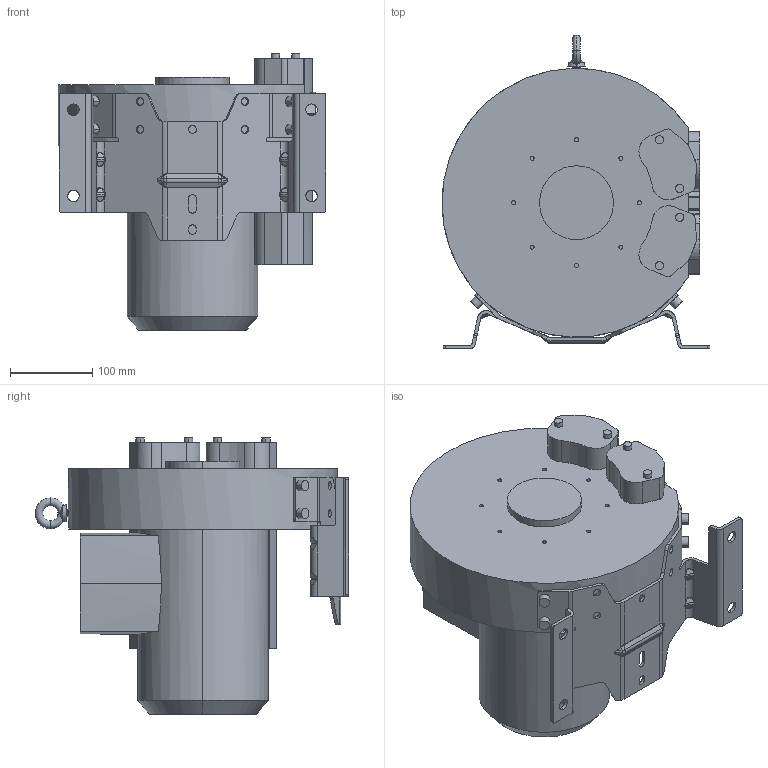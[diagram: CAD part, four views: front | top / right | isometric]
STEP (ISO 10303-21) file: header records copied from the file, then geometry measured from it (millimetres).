
FILE_DESCRIPTION (( 'STEP AP203' ), '1' );
FILE_NAME ('4RB310-0AP31-1.STEP', '2025-05-14T06:41:06', ( '' ), ( '' ), 'SwSTEP 2.0', 'SolidWorks 2025', '' );
FILE_SCHEMA (( 'CONFIG_CONTROL_DESIGN' ));
Products named in the file (1): 4RB310-0AP31-1
Bounding box: 326.2 x 382.16 x 336.54 mm (x, y, z)
Volume: 13327101.4 mm3; surface area: 601550.6 mm2
Topology: 1 solids, 1 shells, 511 faces, 1432 edges, 958 vertices
Faces by surface type: cylinder 248, plane 162, bspline 78, torus 10, sphere 7, cone 6
Entity records: 29957 total; most frequent: CARTESIAN_POINT 18564, ORIENTED_EDGE 2864, DIRECTION 1567, EDGE_CURVE 1432, VERTEX_POINT 958, B_SPLINE_CURVE_WITH_KNOTS 775, EDGE_LOOP 568, AXIS2_PLACEMENT_3D 539
